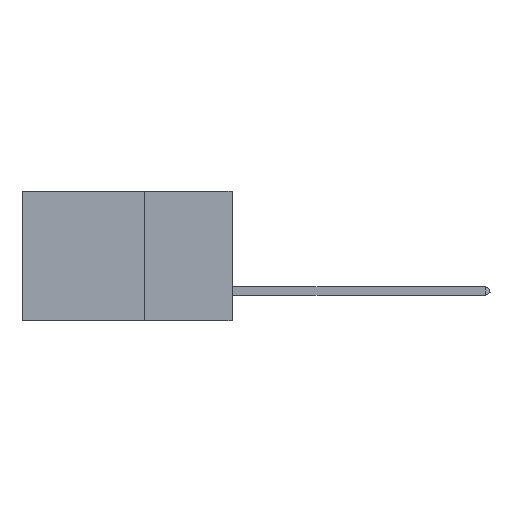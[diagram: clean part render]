
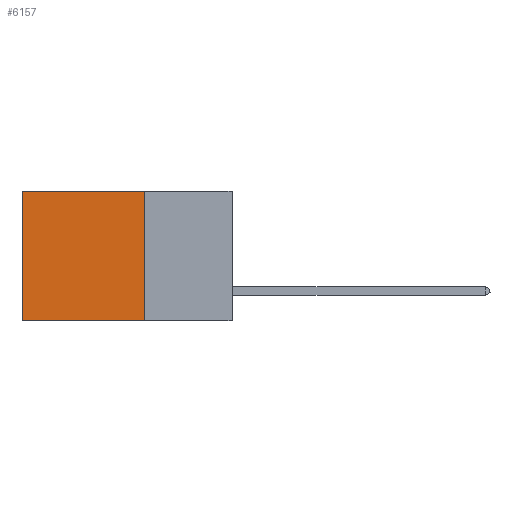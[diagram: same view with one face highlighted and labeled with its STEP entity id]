
A CAD part, left-side view. The second image highlights one B-rep face of the part: STEP entity #6157.
In plain terms, the highlighted planar face has unit normal (-1, 0, 0).
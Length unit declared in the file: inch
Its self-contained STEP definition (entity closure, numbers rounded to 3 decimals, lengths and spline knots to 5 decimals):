
#987 = EDGE_CURVE ( 'NONE', #11511, #22938, #22520, .T. ) ;
#2653 = VECTOR ( 'NONE', #35305, 39.37008 ) ;
#3558 = FACE_OUTER_BOUND ( 'NONE', #33056, .T. ) ;
#3981 = ORIENTED_EDGE ( 'NONE', *, *, #32293, .F. ) ;
#4500 = VECTOR ( 'NONE', #12941, 39.37008 ) ;
#4904 = VECTOR ( 'NONE', #8374, 39.37008 ) ;
#5439 = LINE ( 'NONE', #23415, #2653 ) ;
#6157 = ADVANCED_FACE ( 'NONE', ( #3558 ), #38388, .F. ) ;
#6817 = ORIENTED_EDGE ( 'NONE', *, *, #14482, .F. ) ;
#8188 = LINE ( 'NONE', #24719, #4500 ) ;
#8374 = DIRECTION ( 'NONE',  ( 0., 0., -1. ) ) ;
#11511 = VERTEX_POINT ( 'NONE', #18560 ) ;
#12941 = DIRECTION ( 'NONE',  ( 0., 1., 0. ) ) ;
#13533 = ORIENTED_EDGE ( 'NONE', *, *, #987, .T. ) ;
#14482 = EDGE_CURVE ( 'NONE', #15170, #36038, #8188, .T. ) ;
#15001 = CARTESIAN_POINT ( 'NONE',  ( 0.2875, 0.6, -0.37 ) ) ;
#15090 = DIRECTION ( 'NONE',  ( 1., 0., 0. ) ) ;
#15170 = VERTEX_POINT ( 'NONE', #31737 ) ;
#17437 = AXIS2_PLACEMENT_3D ( 'NONE', #20532, #15090, #23907 ) ;
#18007 = EDGE_CURVE ( 'NONE', #22938, #36038, #36857, .T. ) ;
#18560 = CARTESIAN_POINT ( 'NONE',  ( 0.2875, 0.25, 0. ) ) ;
#20532 = CARTESIAN_POINT ( 'NONE',  ( 0.2875, 0.25, 0. ) ) ;
#22217 = ORIENTED_EDGE ( 'NONE', *, *, #18007, .T. ) ;
#22520 = LINE ( 'NONE', #30087, #37303 ) ;
#22938 = VERTEX_POINT ( 'NONE', #26963 ) ;
#23415 = CARTESIAN_POINT ( 'NONE',  ( 0.2875, 0.25, 0. ) ) ;
#23907 = DIRECTION ( 'NONE',  ( 0., 0., -1. ) ) ;
#24719 = CARTESIAN_POINT ( 'NONE',  ( 0.2875, 0.25, -0.37 ) ) ;
#26963 = CARTESIAN_POINT ( 'NONE',  ( 0.2875, 0.6, 0. ) ) ;
#30087 = CARTESIAN_POINT ( 'NONE',  ( 0.2875, 0.25, 0. ) ) ;
#31737 = CARTESIAN_POINT ( 'NONE',  ( 0.2875, 0.25, -0.37 ) ) ;
#32293 = EDGE_CURVE ( 'NONE', #11511, #15170, #5439, .T. ) ;
#33056 = EDGE_LOOP ( 'NONE', ( #22217, #6817, #3981, #13533 ) ) ;
#33189 = DIRECTION ( 'NONE',  ( 0., 1., 0. ) ) ;
#34793 = CARTESIAN_POINT ( 'NONE',  ( 0.2875, 0.6, 0. ) ) ;
#35305 = DIRECTION ( 'NONE',  ( 0., 0., -1. ) ) ;
#36038 = VERTEX_POINT ( 'NONE', #15001 ) ;
#36857 = LINE ( 'NONE', #34793, #4904 ) ;
#37303 = VECTOR ( 'NONE', #33189, 39.37008 ) ;
#38388 = PLANE ( 'NONE',  #17437 ) ;
